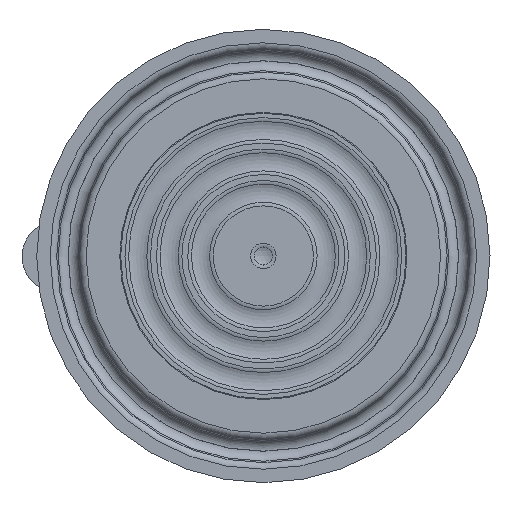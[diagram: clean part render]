
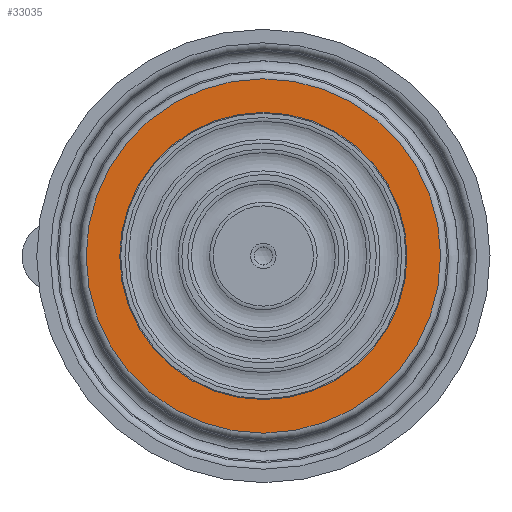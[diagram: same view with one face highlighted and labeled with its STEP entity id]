
A CAD part, left-side view. The second image highlights one B-rep face of the part: STEP entity #33035.
In plain terms, the highlighted planar face has unit normal (-1, 0, 0).
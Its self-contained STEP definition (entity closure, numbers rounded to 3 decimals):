
#821=FACE_BOUND('',#5523,.T.);
#1854=PLANE('',#35282);
#3602=FACE_OUTER_BOUND('',#5522,.T.);
#5522=EDGE_LOOP('',(#30869));
#5523=EDGE_LOOP('',(#30870));
#6238=CIRCLE('',#35277,16.);
#6241=CIRCLE('',#35283,19.742);
#16482=VERTEX_POINT('',#93527);
#16484=VERTEX_POINT('',#93536);
#21288=EDGE_CURVE('',#16482,#16482,#6238,.T.);
#21292=EDGE_CURVE('',#16484,#16484,#6241,.T.);
#30869=ORIENTED_EDGE('',*,*,#21292,.F.);
#30870=ORIENTED_EDGE('',*,*,#21288,.T.);
#33035=ADVANCED_FACE('',(#3602,#821),#1854,.T.);
#35277=AXIS2_PLACEMENT_3D('',#93528,#42648,#42649);
#35282=AXIS2_PLACEMENT_3D('',#93535,#42659,#42660);
#35283=AXIS2_PLACEMENT_3D('',#93537,#42661,#42662);
#42648=DIRECTION('center_axis',(1.,0.,0.));
#42649=DIRECTION('ref_axis',(0.,1.,0.));
#42659=DIRECTION('center_axis',(-1.,0.,0.));
#42660=DIRECTION('ref_axis',(0.,0.,1.));
#42661=DIRECTION('center_axis',(1.,0.,0.));
#42662=DIRECTION('ref_axis',(0.,0.,-1.));
#93527=CARTESIAN_POINT('',(0.,-16.,0.));
#93528=CARTESIAN_POINT('Origin',(0.,0.,
0.));
#93535=CARTESIAN_POINT('Origin',(0.,19.742,
0.));
#93536=CARTESIAN_POINT('',(0.,0.,19.742));
#93537=CARTESIAN_POINT('Origin',(0.,0.,0.));
